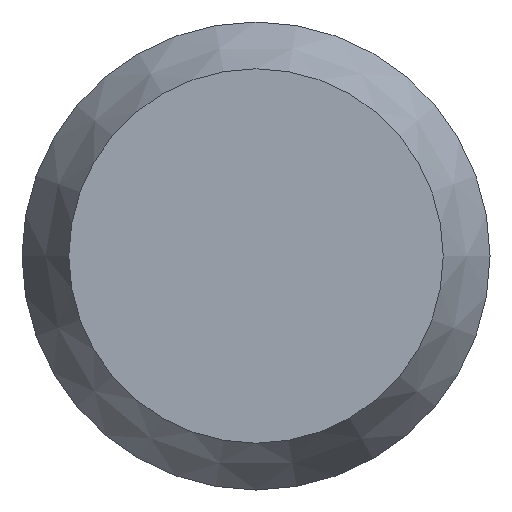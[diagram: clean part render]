
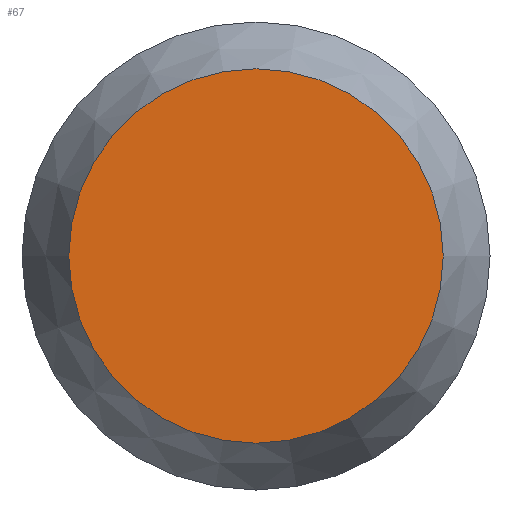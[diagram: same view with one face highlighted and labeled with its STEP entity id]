
A CAD part, front view. The second image highlights one B-rep face of the part: STEP entity #67.
In plain terms, the highlighted planar face has unit normal (0, -1, 0).
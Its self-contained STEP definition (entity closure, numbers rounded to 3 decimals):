
#15=PLANE('',#95);
#20=FACE_OUTER_BOUND('',#25,.T.);
#25=EDGE_LOOP('',(#57));
#35=CIRCLE('',#92,2.);
#39=VERTEX_POINT('',#126);
#44=EDGE_CURVE('',#39,#39,#35,.T.);
#57=ORIENTED_EDGE('',*,*,#44,.F.);
#67=ADVANCED_FACE('',(#20),#15,.F.);
#92=AXIS2_PLACEMENT_3D('',#128,#106,#107);
#95=AXIS2_PLACEMENT_3D('',#133,#113,#114);
#106=DIRECTION('center_axis',(0.,1.,0.));
#107=DIRECTION('ref_axis',(1.,0.,0.));
#113=DIRECTION('center_axis',(0.,1.,0.));
#114=DIRECTION('ref_axis',(1.,0.,0.));
#126=CARTESIAN_POINT('',(19.,0.,-21.));
#128=CARTESIAN_POINT('Origin',(21.,0.,-21.));
#133=CARTESIAN_POINT('Origin',(21.,0.,-21.));
